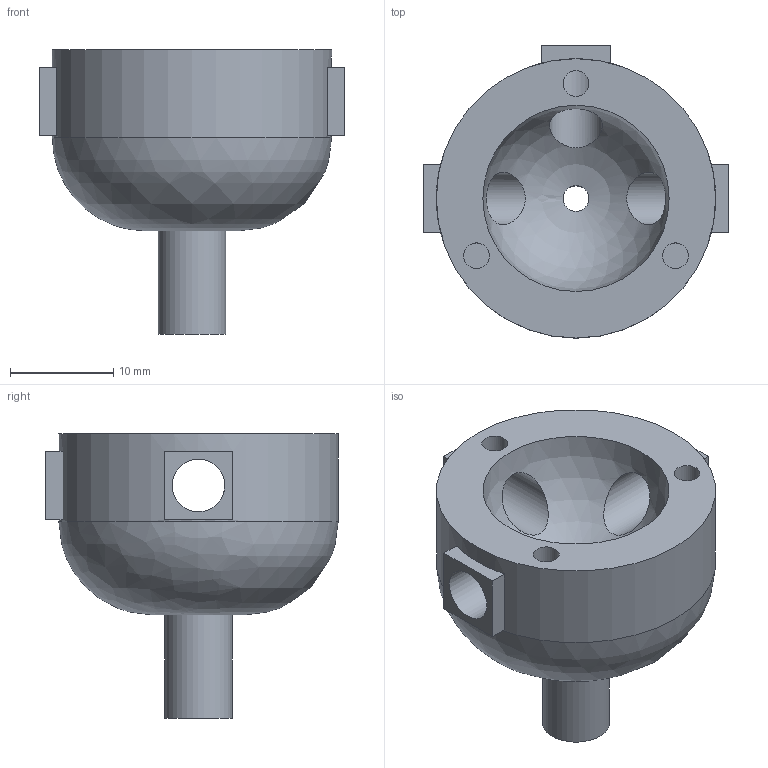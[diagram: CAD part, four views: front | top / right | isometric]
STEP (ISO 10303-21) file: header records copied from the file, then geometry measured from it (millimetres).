
FILE_DESCRIPTION(/* description */ (''),/* implementation_level */ '2;1');
FILE_NAME(/* name */ 'Large_mouse_poke.stp',/* time_stamp */ '2019-07-03T12:41:21+01:00',/* author */ ('Danny'),/* organization */ (''),/* preprocessor_version */ 'ST-DEVELOPER v18',/* originating_system */ 'Autodesk Inventor 2020',/* authorisation */ '');
FILE_SCHEMA (('AUTOMOTIVE_DESIGN { 1 0 10303 214 3 1 1 }'));
Length unit declared in the file: millimetre
Products named in the file (1): Large_mouse_poke
Bounding box: 29.5 x 28.25 x 27.5 mm (x, y, z)
Volume: 7135.3 mm3; surface area: 3306.4 mm2
Topology: 1 solids, 1 shells, 31 faces, 91 edges, 66 vertices
Faces by surface type: plane 20, cylinder 9, sphere 1, bspline 1
Full cylindrical faces by diameter (mm): 2.5 x4, 5.1 x3, 6.5 x1, 27 x1
Entity records: 1275 total; most frequent: CARTESIAN_POINT 353, DIRECTION 184, ORIENTED_EDGE 182, EDGE_CURVE 91, AXIS2_PLACEMENT_3D 72, VERTEX_POINT 66, EDGE_LOOP 45, CIRCLE 41
